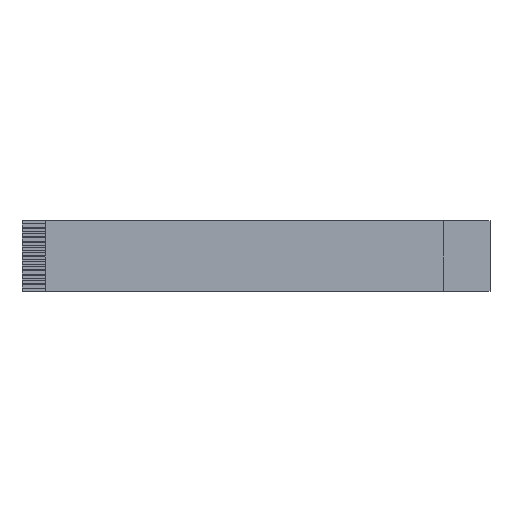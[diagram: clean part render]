
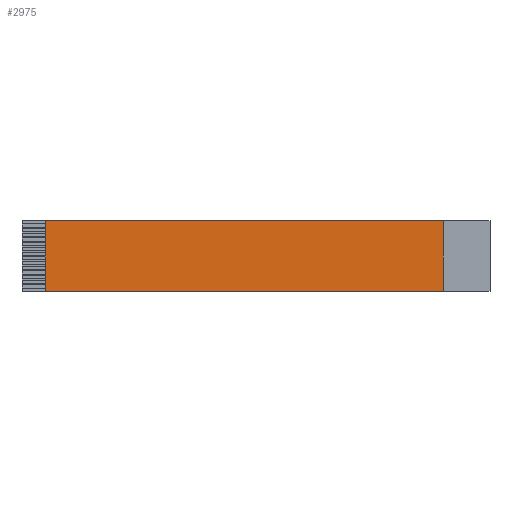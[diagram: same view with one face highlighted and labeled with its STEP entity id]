
A CAD part, top view. The second image highlights one B-rep face of the part: STEP entity #2975.
In plain terms, the highlighted planar face has unit normal (0, 0, 1).
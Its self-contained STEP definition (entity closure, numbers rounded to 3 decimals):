
#233=ORIENTED_EDGE('',*,*,#863,.F.);
#234=ORIENTED_EDGE('',*,*,#764,.F.);
#235=ORIENTED_EDGE('',*,*,#864,.T.);
#236=ORIENTED_EDGE('',*,*,#754,.T.);
#754=EDGE_CURVE('',#1078,#1077,#1273,.T.);
#764=EDGE_CURVE('',#1085,#1009,#1282,.T.);
#863=EDGE_CURVE('',#1009,#1077,#1381,.T.);
#864=EDGE_CURVE('',#1085,#1078,#1382,.T.);
#1009=VERTEX_POINT('',#3699);
#1077=VERTEX_POINT('',#3845);
#1078=VERTEX_POINT('',#3847);
#1085=VERTEX_POINT('',#3866);
#1273=LINE('',#3846,#1595);
#1282=LINE('',#3867,#1604);
#1381=LINE('',#4078,#1703);
#1382=LINE('',#4079,#1704);
#1595=VECTOR('',#3237,1000.);
#1604=VECTOR('',#3248,1000.);
#1703=VECTOR('',#3407,1000.);
#1704=VECTOR('',#3408,1000.);
#1881=EDGE_LOOP('',(#233,#234,#235,#236));
#1985=FACE_BOUND('',#1881,.T.);
#2089=PLANE('',#3086);
#2975=ADVANCED_FACE('',(#1985),#2089,.F.);
#3086=AXIS2_PLACEMENT_3D('',#4077,#3405,#3406);
#3237=DIRECTION('',(1.,0.,0.));
#3248=DIRECTION('',(1.,0.,0.));
#3405=DIRECTION('',(0.,0.,-1.));
#3406=DIRECTION('',(-1.,0.,0.));
#3407=DIRECTION('',(0.,-1.,0.));
#3408=DIRECTION('',(0.,-1.,0.));
#3699=CARTESIAN_POINT('',(40.,7.5,0.095));
#3845=CARTESIAN_POINT('',(40.,-7.5,0.095));
#3846=CARTESIAN_POINT('',(-45.,-7.5,0.095));
#3847=CARTESIAN_POINT('',(-45.,-7.5,0.095));
#3866=CARTESIAN_POINT('',(-45.,7.5,0.095));
#3867=CARTESIAN_POINT('',(-45.,7.5,0.095));
#4077=CARTESIAN_POINT('',(-45.,7.5,0.095));
#4078=CARTESIAN_POINT('',(40.,7.5,0.095));
#4079=CARTESIAN_POINT('',(-45.,7.5,0.095));
